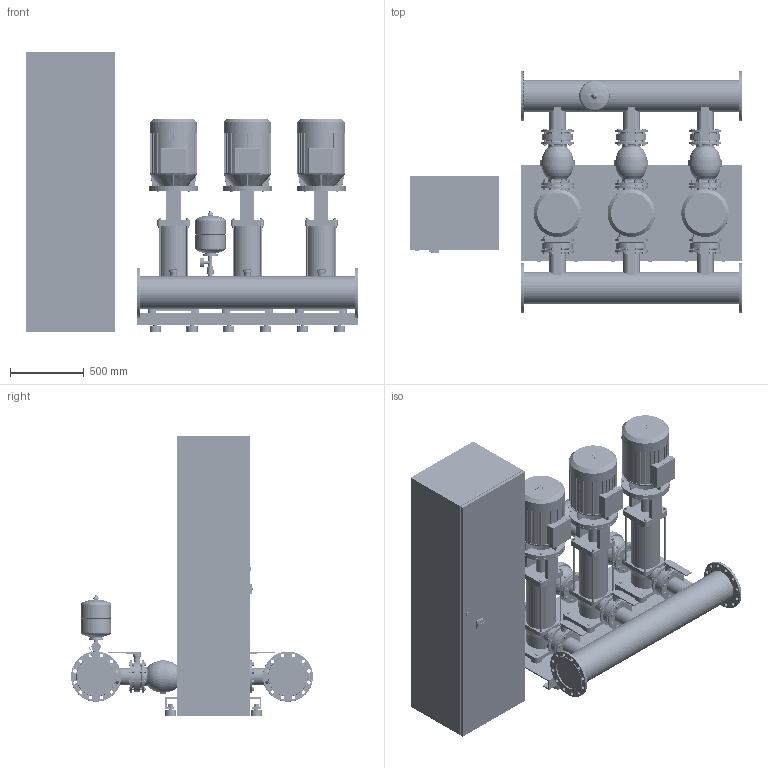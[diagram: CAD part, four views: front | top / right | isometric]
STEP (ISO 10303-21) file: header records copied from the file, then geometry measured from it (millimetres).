
FILE_DESCRIPTION((''),'2;1');
FILE_NAME('3d_CO-3MVI7003_2-2523201.stp','2011-08-26T13:41:01',(''),(''),'Mechanical Desktop 2009','Mechanical Desktop 2009',', , ');
FILE_SCHEMA(('CONFIG_CONTROL_DESIGN'));
Length unit declared in the file: millimetre
Products named in the file (1): Product
Bounding box: 2250 x 1639.55 x 1900 mm (x, y, z)
Volume: 978266381.3 mm3; surface area: 22730112.1 mm2
Topology: 187 solids, 199 shells, 5360 faces, 12761 edges, 8274 vertices
Faces by surface type: plane 2684, cylinder 1489, bspline 725, cone 322, torus 102, sphere 38
Full cylindrical faces by diameter (mm): 114.3 x6, 205 x6
Entity records: 166705 total; most frequent: CARTESIAN_POINT 40350, DIRECTION 26516, ORIENTED_EDGE 25450, EDGE_CURVE 12725, AXIS2_PLACEMENT_3D 9310, VERTEX_POINT 8265, VECTOR 7896, LINE 7896
